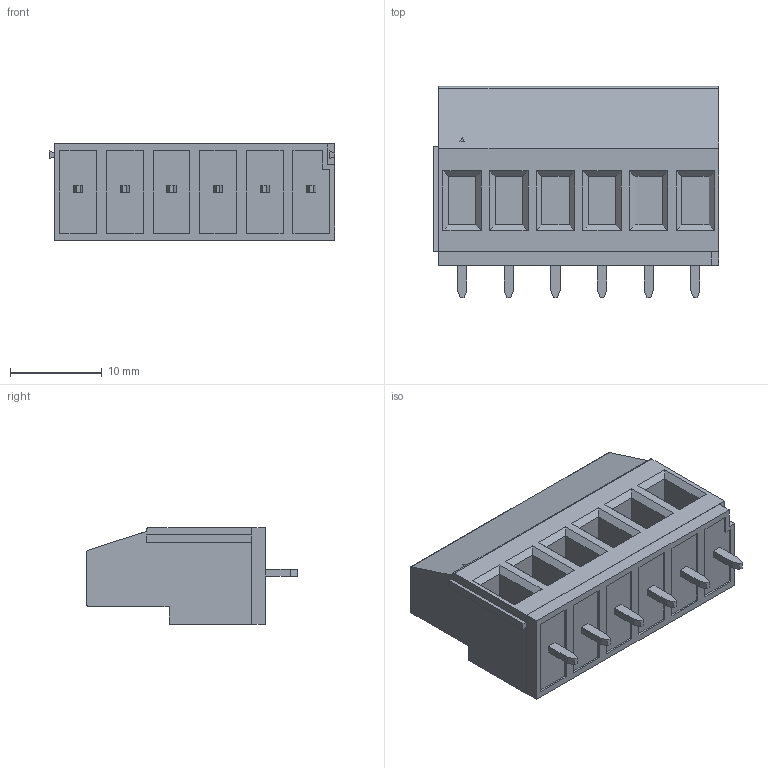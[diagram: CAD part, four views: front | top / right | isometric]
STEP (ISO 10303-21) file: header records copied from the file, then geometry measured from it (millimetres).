
FILE_DESCRIPTION (( 'STEP AP214' ), '1' );
FILE_NAME ('DG129-5.08-06P-14-00AH.STEP', '2021-01-12T19:41:09', ( '' ), ( '' ), 'SwSTEP 2.0', 'SolidWorks 2020', '' );
FILE_SCHEMA (( 'AUTOMOTIVE_DESIGN' ));
Length unit declared in the file: millimetre
Products named in the file (1): DG129-5.08-06P-14-00AH
Bounding box: 31.08 x 23 x 10.5 mm (x, y, z)
Volume: 4547.8 mm3; surface area: 3406.2 mm2
Topology: 1 solids, 1 shells, 684 faces, 1757 edges, 1146 vertices
Faces by surface type: plane 380, bspline 205, cylinder 59, torus 30, cone 10
Entity records: 35563 total; most frequent: CARTESIAN_POINT 15241, ORIENTED_EDGE 3514, DIRECTION 2519, EDGE_CURVE 1757, VERTEX_POINT 1146, LINE 1111, VECTOR 1111, EDGE_LOOP 755
